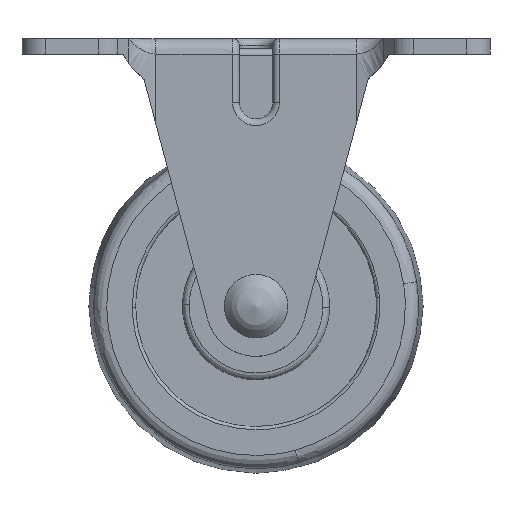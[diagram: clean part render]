
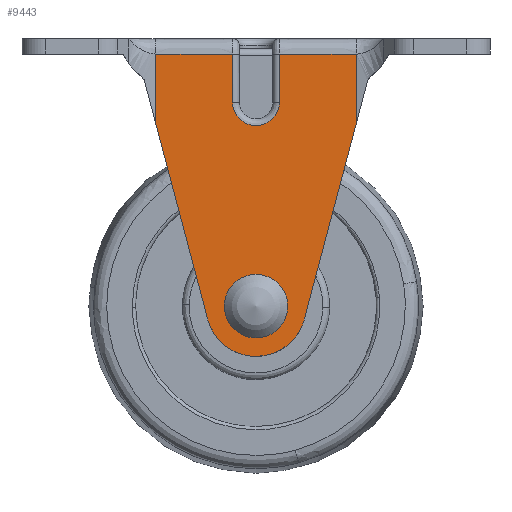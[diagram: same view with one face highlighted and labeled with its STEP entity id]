
A CAD part, front view. The second image highlights one B-rep face of the part: STEP entity #9443.
In plain terms, the highlighted free-form (B-spline) face has degree [1, 1] with [2, 2] control points.
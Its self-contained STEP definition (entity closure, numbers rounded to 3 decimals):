
#2352=CARTESIAN_POINT('',(3.225,-15.3,0.403));
#2353=VERTEX_POINT('',#2352);
#2359=CARTESIAN_POINT('',(0.,-15.3,3.25));
#2360=VERTEX_POINT('',#2359);
#2361=CARTESIAN_POINT('',(3.225,-15.3,0.403));
#2362=CARTESIAN_POINT('',(2.869,-15.3,3.25));
#2363=CARTESIAN_POINT('',(0.,-15.3,3.25));
#2371=(BOUNDED_CURVE()B_SPLINE_CURVE(2,(#2361,#2362,#2363),.UNSPECIFIED.,.F.,.U.)B_SPLINE_CURVE_WITH_KNOTS((3,3),(0.271,0.5),.UNSPECIFIED.)CURVE()GEOMETRIC_REPRESENTATION_ITEM()RATIONAL_B_SPLINE_CURVE((0.954,0.732,1.0))REPRESENTATION_ITEM(''));
#2372=EDGE_CURVE('',#2353,#2360,#2371,.T.);
#2374=CARTESIAN_POINT('',(-3.25,-15.3,-0.028));
#2375=VERTEX_POINT('',#2374);
#2376=CARTESIAN_POINT('',(0.,-15.3,3.25));
#2377=CARTESIAN_POINT('',(-3.25,-15.3,3.25));
#2378=CARTESIAN_POINT('',(-3.25,-15.3,0.));
#2379=CARTESIAN_POINT('',(-3.25,-15.3,-0.014));
#2380=CARTESIAN_POINT('',(-3.25,-15.3,-0.028));
#2388=(BOUNDED_CURVE()B_SPLINE_CURVE(2,(#2376,#2377,#2378,#2379,#2380),.UNSPECIFIED.,.F.,.U.)B_SPLINE_CURVE_WITH_KNOTS((3,2,3),(0.5,0.75,0.752),.UNSPECIFIED.)CURVE()GEOMETRIC_REPRESENTATION_ITEM()RATIONAL_B_SPLINE_CURVE((1.0,0.707,1.0,0.998,0.996))REPRESENTATION_ITEM(''));
#2389=EDGE_CURVE('',#2360,#2375,#2388,.T.);
#2469=CARTESIAN_POINT('',(0.,-15.3,-3.25));
#2470=VERTEX_POINT('',#2469);
#2471=CARTESIAN_POINT('',(-3.25,-15.3,-0.028));
#2472=CARTESIAN_POINT('',(-3.222,-15.3,-3.25));
#2473=CARTESIAN_POINT('',(0.,-15.3,-3.25));
#2481=(BOUNDED_CURVE()B_SPLINE_CURVE(2,(#2471,#2472,#2473),.UNSPECIFIED.,.F.,.U.)B_SPLINE_CURVE_WITH_KNOTS((3,3),(0.752,1.0),.UNSPECIFIED.)CURVE()GEOMETRIC_REPRESENTATION_ITEM()RATIONAL_B_SPLINE_CURVE((0.996,0.709,1.0))REPRESENTATION_ITEM(''));
#2482=EDGE_CURVE('',#2375,#2470,#2481,.T.);
#2484=CARTESIAN_POINT('',(0.,-15.3,-3.25));
#2485=CARTESIAN_POINT('',(3.25,-15.3,-3.25));
#2486=CARTESIAN_POINT('',(3.25,-15.3,0.));
#2487=CARTESIAN_POINT('',(3.25,-15.3,0.202));
#2488=CARTESIAN_POINT('',(3.225,-15.3,0.403));
#2496=(BOUNDED_CURVE()B_SPLINE_CURVE(2,(#2484,#2485,#2486,#2487,#2488),.UNSPECIFIED.,.F.,.U.)B_SPLINE_CURVE_WITH_KNOTS((3,2,3),(0.0,0.25,0.271),.UNSPECIFIED.)CURVE()GEOMETRIC_REPRESENTATION_ITEM()RATIONAL_B_SPLINE_CURVE((1.0,0.707,1.0,0.975,0.954))REPRESENTATION_ITEM(''));
#2497=EDGE_CURVE('',#2470,#2353,#2496,.T.);
#3671=CARTESIAN_POINT('',(-3.5,-15.3,37.7));
#3672=VERTEX_POINT('',#3671);
#3769=CARTESIAN_POINT('',(-15.,-15.3,37.7));
#3770=VERTEX_POINT('',#3769);
#3784=CARTESIAN_POINT('',(-3.5,-15.3,37.7));
#3785=CARTESIAN_POINT('',(-7.333,-15.3,37.7));
#3786=CARTESIAN_POINT('',(-11.167,-15.3,37.7));
#3787=CARTESIAN_POINT('',(-15.,-15.3,37.7));
#3788=B_SPLINE_CURVE_WITH_KNOTS('',3,(#3784,#3785,#3786,#3787),.UNSPECIFIED.,.F.,.U.,(4,4),(0.667,1.0),.UNSPECIFIED.);
#3789=EDGE_CURVE('',#3672,#3770,#3788,.T.);
#3915=CARTESIAN_POINT('',(3.5,-15.3,37.7));
#3916=VERTEX_POINT('',#3915);
#4013=CARTESIAN_POINT('',(15.0,-15.3,37.7));
#4014=VERTEX_POINT('',#4013);
#4038=CARTESIAN_POINT('',(15.0,-15.3,37.7));
#4039=CARTESIAN_POINT('',(11.167,-15.3,37.7));
#4040=CARTESIAN_POINT('',(7.333,-15.3,37.7));
#4041=CARTESIAN_POINT('',(3.5,-15.3,37.7));
#4042=B_SPLINE_CURVE_WITH_KNOTS('',3,(#4038,#4039,#4040,#4041),.UNSPECIFIED.,.F.,.U.,(4,4),(0.0,0.333),.UNSPECIFIED.);
#4043=EDGE_CURVE('',#4014,#3916,#4042,.T.);
#4796=CARTESIAN_POINT('',(-3.5,-15.3,30.5));
#4797=VERTEX_POINT('',#4796);
#4798=CARTESIAN_POINT('',(-3.5,-15.3,30.5));
#4799=CARTESIAN_POINT('',(-3.5,-15.3,37.7));
#4800=QUASI_UNIFORM_CURVE('',1,(#4798,#4799),.UNSPECIFIED.,.F.,.U.);
#4801=EDGE_CURVE('',#4797,#3672,#4800,.T.);
#4916=CARTESIAN_POINT('',(3.5,-15.3,30.5));
#4917=VERTEX_POINT('',#4916);
#4949=CARTESIAN_POINT('',(3.5,-15.3,30.5));
#4950=CARTESIAN_POINT('',(3.5,-15.3,27.0));
#4951=CARTESIAN_POINT('',(0.0,-15.3,27.0));
#4952=CARTESIAN_POINT('',(-3.5,-15.3,27.0));
#4953=CARTESIAN_POINT('',(-3.5,-15.3,30.5));
#4961=(BOUNDED_CURVE()B_SPLINE_CURVE(2,(#4949,#4950,#4951,#4952,#4953),.UNSPECIFIED.,.F.,.U.)B_SPLINE_CURVE_WITH_KNOTS((3,2,3),(0.0,0.5,1.0),.UNSPECIFIED.)CURVE()GEOMETRIC_REPRESENTATION_ITEM()RATIONAL_B_SPLINE_CURVE((1.0,0.707,1.0,0.707,1.0))REPRESENTATION_ITEM(''));
#4962=EDGE_CURVE('',#4917,#4797,#4961,.T.);
#5010=CARTESIAN_POINT('',(3.5,-15.3,37.7));
#5011=CARTESIAN_POINT('',(3.5,-15.3,30.5));
#5012=QUASI_UNIFORM_CURVE('',1,(#5010,#5011),.UNSPECIFIED.,.F.,.U.);
#5013=EDGE_CURVE('',#3916,#4917,#5012,.T.);
#7868=CARTESIAN_POINT('',(-7.251,-15.3,-1.918));
#7869=VERTEX_POINT('',#7868);
#7870=CARTESIAN_POINT('',(7.251,-15.3,-1.918));
#7871=VERTEX_POINT('',#7870);
#7872=CARTESIAN_POINT('',(-7.251,-15.3,-1.918));
#7873=CARTESIAN_POINT('',(-5.774,-15.3,-7.5));
#7874=CARTESIAN_POINT('',(0.,-15.3,-7.5));
#7875=CARTESIAN_POINT('',(5.774,-15.3,-7.5));
#7876=CARTESIAN_POINT('',(7.251,-15.3,-1.918));
#7884=(BOUNDED_CURVE()B_SPLINE_CURVE(2,(#7872,#7873,#7874,#7875,#7876),.UNSPECIFIED.,.F.,.U.)B_SPLINE_CURVE_WITH_KNOTS((3,2,3),(0.0,0.5,1.0),.UNSPECIFIED.)CURVE()GEOMETRIC_REPRESENTATION_ITEM()RATIONAL_B_SPLINE_CURVE((1.0,0.792,1.0,0.792,1.0))REPRESENTATION_ITEM(''));
#7885=EDGE_CURVE('',#7869,#7871,#7884,.T.);
#7954=CARTESIAN_POINT('',(-15.,-15.3,27.376));
#7955=VERTEX_POINT('',#7954);
#7956=CARTESIAN_POINT('',(-7.251,-15.3,-1.918));
#7957=CARTESIAN_POINT('',(-15.,-15.3,27.376));
#7958=QUASI_UNIFORM_CURVE('',1,(#7956,#7957),.UNSPECIFIED.,.F.,.U.);
#7959=EDGE_CURVE('',#7869,#7955,#7958,.T.);
#8123=CARTESIAN_POINT('',(15.0,-15.3,27.376));
#8124=VERTEX_POINT('',#8123);
#8125=CARTESIAN_POINT('',(15.0,-15.3,27.376));
#8126=CARTESIAN_POINT('',(7.251,-15.3,-1.918));
#8127=QUASI_UNIFORM_CURVE('',1,(#8125,#8126),.UNSPECIFIED.,.F.,.U.);
#8128=EDGE_CURVE('',#8124,#7871,#8127,.T.);
#8958=CARTESIAN_POINT('',(15.0,-15.3,27.376));
#8959=CARTESIAN_POINT('',(15.0,-15.3,37.7));
#8960=QUASI_UNIFORM_CURVE('',1,(#8958,#8959),.UNSPECIFIED.,.F.,.U.);
#8961=EDGE_CURVE('',#8124,#4014,#8960,.T.);
#8983=CARTESIAN_POINT('',(-15.,-15.3,27.376));
#8984=CARTESIAN_POINT('',(-15.,-15.3,37.7));
#8985=QUASI_UNIFORM_CURVE('',1,(#8983,#8984),.UNSPECIFIED.,.F.,.U.);
#8986=EDGE_CURVE('',#7955,#3770,#8985,.T.);
#9420=CARTESIAN_POINT('',(-16.498,-15.3,39.958));
#9421=CARTESIAN_POINT('',(-16.498,-15.3,-9.758));
#9422=CARTESIAN_POINT('',(16.499,-15.3,39.958));
#9423=CARTESIAN_POINT('',(16.499,-15.3,-9.758));
#9424=B_SPLINE_SURFACE_WITH_KNOTS('',1,1,((#9420,#9422),(#9421,#9423)),.UNSPECIFIED.,.F.,.F.,.U.,(2,2),(2,2),(0.0,49.715),(0.0,32.997),.UNSPECIFIED.);
#9425=ORIENTED_EDGE('',*,*,#4801,.T.);
#9426=ORIENTED_EDGE('',*,*,#3789,.T.);
#9427=ORIENTED_EDGE('',*,*,#8986,.F.);
#9428=ORIENTED_EDGE('',*,*,#7959,.F.);
#9429=ORIENTED_EDGE('',*,*,#7885,.T.);
#9430=ORIENTED_EDGE('',*,*,#8128,.F.);
#9431=ORIENTED_EDGE('',*,*,#8961,.T.);
#9432=ORIENTED_EDGE('',*,*,#4043,.T.);
#9433=ORIENTED_EDGE('',*,*,#5013,.T.);
#9434=ORIENTED_EDGE('',*,*,#4962,.T.);
#9435=EDGE_LOOP('',(#9425,#9426,#9427,#9428,#9429,#9430,#9431,#9432,#9433,#9434));
#9436=FACE_OUTER_BOUND('',#9435,.T.);
#9437=ORIENTED_EDGE('',*,*,#2389,.F.);
#9438=ORIENTED_EDGE('',*,*,#2372,.F.);
#9439=ORIENTED_EDGE('',*,*,#2497,.F.);
#9440=ORIENTED_EDGE('',*,*,#2482,.F.);
#9441=EDGE_LOOP('',(#9437,#9438,#9439,#9440));
#9442=FACE_BOUND('',#9441,.T.);
#9443=ADVANCED_FACE('',(#9436,#9442),#9424,.T.);
